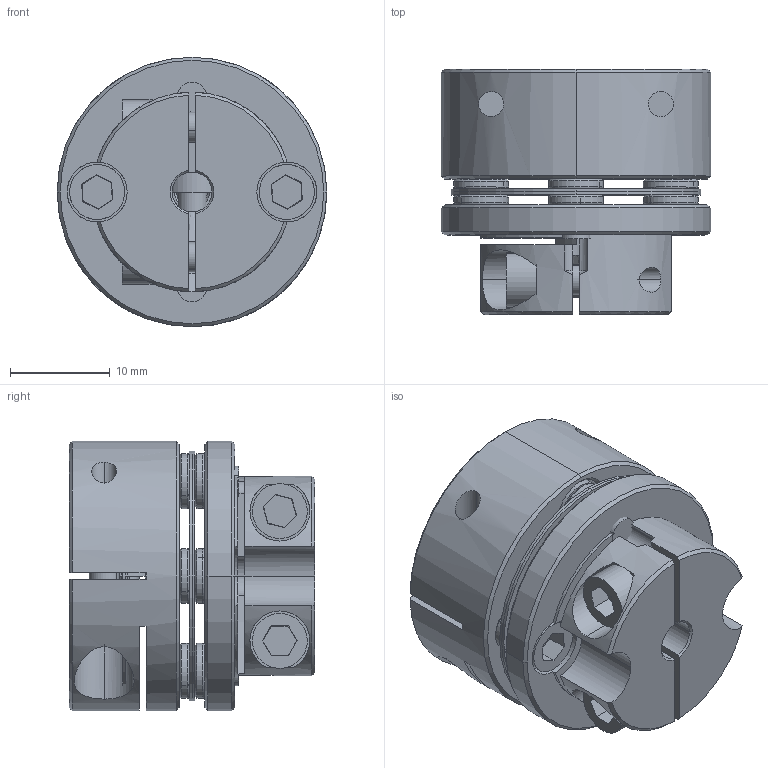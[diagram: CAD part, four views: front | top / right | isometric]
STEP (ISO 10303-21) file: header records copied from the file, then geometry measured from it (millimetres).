
FILE_DESCRIPTION(('HOOPS Exchange Step'),'2;1');
FILE_NAME('export-AA52561C-FBE5-4D41-BEF2-E750EA44021F.stp','2024-06-08T12:32:59+02:00',('Engineering'),('Alibre'),'HOOPS Exchange 2023.0','Alibre','Unknown authorisation');
FILE_SCHEMA( ('AP242_MANAGED_MODEL_BASED_3D_ENGINEERING_MIM_LF {1 0 10303 442 1 1 4 }') );
Length unit declared in the file: millimetre
Products named in the file (8): 6868-3 DIN912 M3 L=7mm; 6868-1 ShaftCoupler DCNC-D27-L25-B4.00-B8.00mm - SPACER; 6868-4 DIN912 M3 L=6mm; 6868-1 ShaftCoupler DCNC-D27-L25-B4.00-B8.00mm - 4mm HUB; 6868-6 ShaftCoupler DCNC-D27-L25-B4.00-B8.00mm - 8mm HUB; 6868-2 ShaftCoupler DCNC-D27-L25-B4.00-B8.00mm - 8mm HUB; 6868-5 4mm HUB; 6868 ShaftCoupler DCNC-D27-L25-B4.00-B8.00mm
Assembly tree (21 placements, depth 3):
  6868 ShaftCoupler DCNC-D27-L25-B4.00-B8.00mm
    6868-3 DIN912 M3 L=7mm  x4
    6868-2 ShaftCoupler DCNC-D27-L25-B4.00-B8.00mm - 8mm HUB
      6868-1 ShaftCoupler DCNC-D27-L25-B4.00-B8.00mm - SPACER  x8
      6868-4 DIN912 M3 L=6mm  x4
      6868-1 ShaftCoupler DCNC-D27-L25-B4.00-B8.00mm - 4mm HUB  x2
      6868-6 ShaftCoupler DCNC-D27-L25-B4.00-B8.00mm - 8mm HUB
    6868-5 4mm HUB
Bounding box: 27 x 24.6 x 27 mm (x, y, z)
Volume: 8829.4 mm3; surface area: 10658.6 mm2
Topology: 24 solids, 24 shells, 471 faces, 1112 edges, 698 vertices
Faces by surface type: cylinder 186, plane 149, cone 118, torus 18
Entity records: 7920 total; most frequent: CARTESIAN_POINT 1851, DIRECTION 1282, ORIENTED_EDGE 1148, EDGE_CURVE 574, AXIS2_PLACEMENT_3D 521, VERTEX_POINT 362, CIRCLE 272, EDGE_LOOP 264
